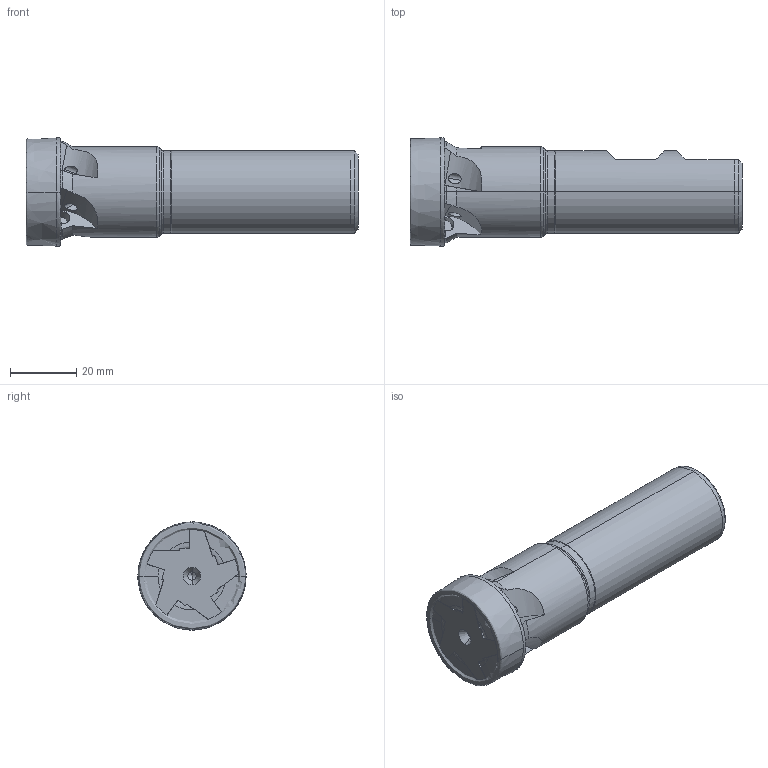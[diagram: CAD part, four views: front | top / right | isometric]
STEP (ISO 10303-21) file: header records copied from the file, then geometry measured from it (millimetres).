
FILE_DESCRIPTION (( 'STEP AP214' ), '1' );
FILE_NAME ('90PP-32-10-5.STEP', '2012-11-28T13:17:25', ( '' ), ( '' ), 'SwSTEP 2.0', 'SolidWorks 2012', '' );
FILE_SCHEMA (( 'AUTOMOTIVE_DESIGN' ));
Length unit declared in the file: millimetre
Products named in the file (1): 90PP-32-10-5
Bounding box: 100 x 32.62 x 32.62 mm (x, y, z)
Volume: 49471.7 mm3; surface area: 12462.2 mm2
Topology: 1 solids, 1 shells, 151 faces, 431 edges, 276 vertices
Faces by surface type: plane 68, cylinder 46, cone 24, bspline 9, torus 4
Entity records: 6906 total; most frequent: CARTESIAN_POINT 3137, ORIENTED_EDGE 854, DIRECTION 661, EDGE_CURVE 427, VERTEX_POINT 276, AXIS2_PLACEMENT_3D 252, EDGE_LOOP 159, VECTOR 157
